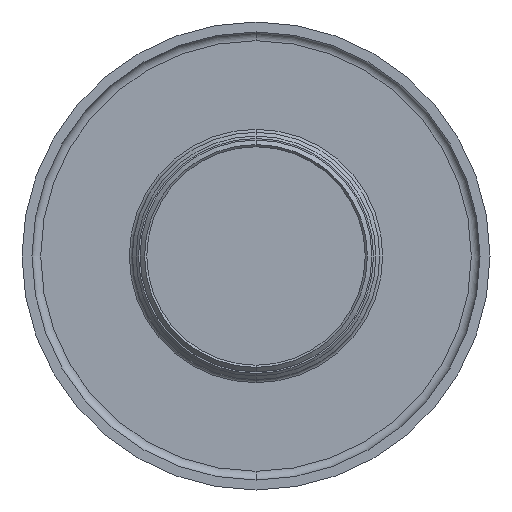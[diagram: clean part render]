
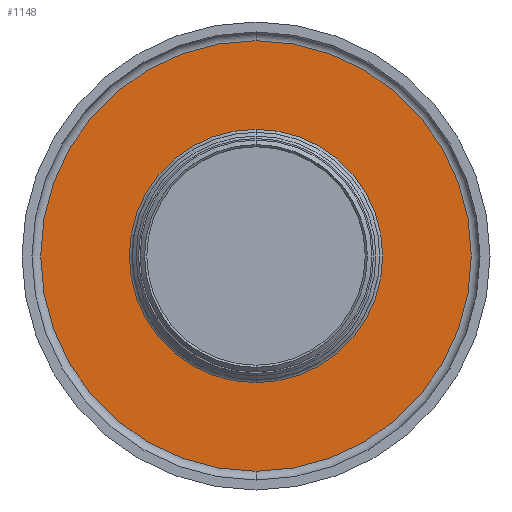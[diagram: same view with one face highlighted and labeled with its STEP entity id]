
A CAD part, front view. The second image highlights one B-rep face of the part: STEP entity #1148.
In plain terms, the highlighted planar face has unit normal (0, -1, 0).
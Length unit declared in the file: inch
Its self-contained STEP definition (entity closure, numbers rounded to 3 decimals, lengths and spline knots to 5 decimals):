
#208 = DIRECTION ( 'NONE',  ( 0., 0., -1. ) ) ;
#211 = DIRECTION ( 'NONE',  ( 0., -1., 0. ) ) ;
#215 = CARTESIAN_POINT ( 'NONE',  ( 0., 0.396, 0. ) ) ;
#273 = CIRCLE ( 'NONE', #484, 0.69 ) ;
#283 = CIRCLE ( 'NONE', #502, 0.406 ) ;
#346 = AXIS2_PLACEMENT_3D ( 'NONE', #963, #990, #941 ) ;
#409 = CIRCLE ( 'NONE', #464, 0.406 ) ;
#418 = CIRCLE ( 'NONE', #436, 0.69 ) ;
#436 = AXIS2_PLACEMENT_3D ( 'NONE', #909, #900, #988 ) ;
#464 = AXIS2_PLACEMENT_3D ( 'NONE', #1037, #1055, #1062 ) ;
#484 = AXIS2_PLACEMENT_3D ( 'NONE', #215, #211, #208 ) ;
#502 = AXIS2_PLACEMENT_3D ( 'NONE', #1064, #1006, #1040 ) ;
#527 = CARTESIAN_POINT ( 'NONE',  ( 0., 0.396, 0.69 ) ) ;
#533 = CARTESIAN_POINT ( 'NONE',  ( 0., 0.396, 0.406 ) ) ;
#555 = CARTESIAN_POINT ( 'NONE',  ( 0., 0.396, -0.406 ) ) ;
#557 = CARTESIAN_POINT ( 'NONE',  ( 0., 0.396, -0.69 ) ) ;
#580 = EDGE_LOOP ( 'NONE', ( #727, #860 ) ) ;
#584 = ORIENTED_EDGE ( 'NONE', *, *, #1088, .T. ) ;
#618 = EDGE_LOOP ( 'NONE', ( #640, #584 ) ) ;
#640 = ORIENTED_EDGE ( 'NONE', *, *, #1167, .T. ) ;
#703 = VERTEX_POINT ( 'NONE', #557 ) ;
#708 = VERTEX_POINT ( 'NONE', #555 ) ;
#727 = ORIENTED_EDGE ( 'NONE', *, *, #1197, .F. ) ;
#759 = VERTEX_POINT ( 'NONE', #533 ) ;
#857 = VERTEX_POINT ( 'NONE', #527 ) ;
#860 = ORIENTED_EDGE ( 'NONE', *, *, #1195, .F. ) ;
#900 = DIRECTION ( 'NONE',  ( 0., -1., 0. ) ) ;
#909 = CARTESIAN_POINT ( 'NONE',  ( 0., 0.396, 0. ) ) ;
#926 = FACE_OUTER_BOUND ( 'NONE', #618, .T. ) ;
#941 = DIRECTION ( 'NONE',  ( 0., 0., 1. ) ) ;
#963 = CARTESIAN_POINT ( 'NONE',  ( -0.69, 0.396, 0. ) ) ;
#965 = PLANE ( 'NONE',  #346 ) ;
#975 = FACE_BOUND ( 'NONE', #580, .T. ) ;
#988 = DIRECTION ( 'NONE',  ( 0., 0., -1. ) ) ;
#990 = DIRECTION ( 'NONE',  ( 0., 1., 0. ) ) ;
#1006 = DIRECTION ( 'NONE',  ( 0., -1., 0. ) ) ;
#1037 = CARTESIAN_POINT ( 'NONE',  ( 0., 0.396, 0. ) ) ;
#1040 = DIRECTION ( 'NONE',  ( 0., 0., -1. ) ) ;
#1055 = DIRECTION ( 'NONE',  ( 0., -1., 0. ) ) ;
#1062 = DIRECTION ( 'NONE',  ( 0., 0., -1. ) ) ;
#1064 = CARTESIAN_POINT ( 'NONE',  ( 0., 0.396, 0. ) ) ;
#1088 = EDGE_CURVE ( 'NONE', #857, #703, #273, .T. ) ;
#1148 = ADVANCED_FACE ( 'NONE', ( #975, #926 ), #965, .F. ) ;
#1167 = EDGE_CURVE ( 'NONE', #703, #857, #418, .T. ) ;
#1195 = EDGE_CURVE ( 'NONE', #759, #708, #283, .T. ) ;
#1197 = EDGE_CURVE ( 'NONE', #708, #759, #409, .T. ) ;
